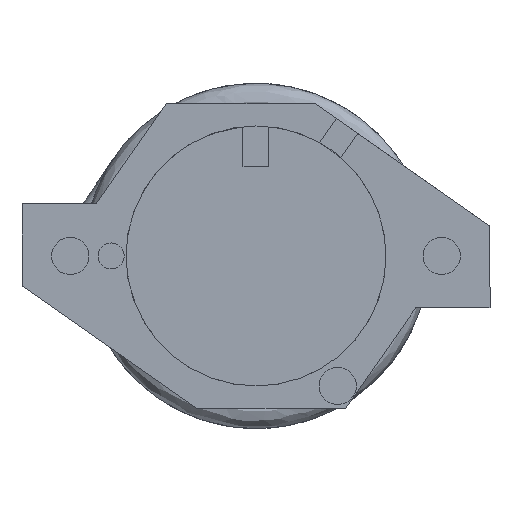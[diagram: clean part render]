
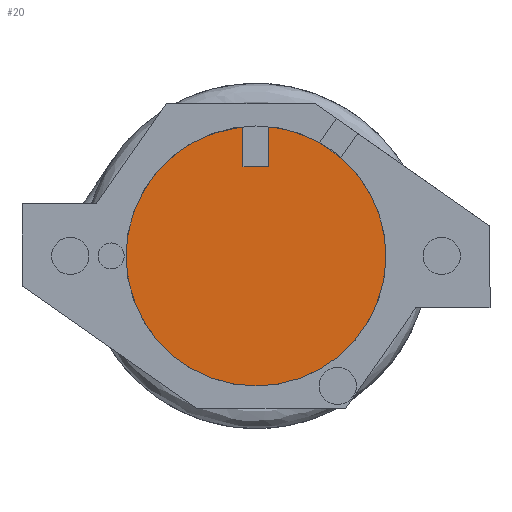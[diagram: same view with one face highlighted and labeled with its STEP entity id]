
A CAD part, front view. The second image highlights one B-rep face of the part: STEP entity #20.
In plain terms, the highlighted planar face has unit normal (0, -1, 0).
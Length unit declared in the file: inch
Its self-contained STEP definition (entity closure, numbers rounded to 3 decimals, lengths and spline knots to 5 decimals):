
#20 = ADVANCED_FACE ( 'NONE', ( #1295 ), #3361, .T. ) ;
#148 = DIRECTION ( 'NONE',  ( 0., 0., 1. ) ) ;
#178 = DIRECTION ( 'NONE',  ( 0., -1., 0. ) ) ;
#526 = ORIENTED_EDGE ( 'NONE', *, *, #718, .T. ) ;
#718 = EDGE_CURVE ( 'NONE', #2706, #4046, #3272, .T. ) ;
#898 = VERTEX_POINT ( 'NONE', #3402 ) ;
#946 = AXIS2_PLACEMENT_3D ( 'NONE', #2135, #178, #2974 ) ;
#1058 = CARTESIAN_POINT ( 'NONE',  ( 0.0175, 0.05, 0.17412 ) ) ;
#1261 = DIRECTION ( 'NONE',  ( 0., -1., 0. ) ) ;
#1275 = DIRECTION ( 'NONE',  ( 0., 0., 1. ) ) ;
#1295 = FACE_OUTER_BOUND ( 'NONE', #2552, .T. ) ;
#1303 = CARTESIAN_POINT ( 'NONE',  ( 0.0175, 0.05, 0.175 ) ) ;
#1306 = CARTESIAN_POINT ( 'NONE',  ( -0.0175, 0.05, 0. ) ) ;
#1465 = CARTESIAN_POINT ( 'NONE',  ( -0.0175, 0.05, 0.12 ) ) ;
#1507 = DIRECTION ( 'NONE',  ( 1., 0., 0. ) ) ;
#1543 = ORIENTED_EDGE ( 'NONE', *, *, #4016, .T. ) ;
#1564 = CARTESIAN_POINT ( 'NONE',  ( -0.0175, 0.05, 0.12 ) ) ;
#1615 = VERTEX_POINT ( 'NONE', #3655 ) ;
#1693 = LINE ( 'NONE', #1465, #3673 ) ;
#2135 = CARTESIAN_POINT ( 'NONE',  ( 0., 0.05, 0. ) ) ;
#2332 = EDGE_CURVE ( 'NONE', #898, #4046, #4687, .T. ) ;
#2552 = EDGE_LOOP ( 'NONE', ( #3733, #1543, #3837, #526, #4749 ) ) ;
#2559 = DIRECTION ( 'NONE',  ( 0., 0., -1. ) ) ;
#2573 = EDGE_CURVE ( 'NONE', #3288, #898, #1693, .T. ) ;
#2706 = VERTEX_POINT ( 'NONE', #4331 ) ;
#2974 = DIRECTION ( 'NONE',  ( 0., 0., -1. ) ) ;
#3272 = CIRCLE ( 'NONE', #3955, 0.175 ) ;
#3288 = VERTEX_POINT ( 'NONE', #1564 ) ;
#3361 = PLANE ( 'NONE',  #946 ) ;
#3402 = CARTESIAN_POINT ( 'NONE',  ( 0.0175, 0.05, 0.12 ) ) ;
#3655 = CARTESIAN_POINT ( 'NONE',  ( -0.0175, 0.05, 0.17412 ) ) ;
#3673 = VECTOR ( 'NONE', #1507, 39.37008 ) ;
#3722 = CIRCLE ( 'NONE', #4666, 0.175 ) ;
#3733 = ORIENTED_EDGE ( 'NONE', *, *, #2573, .F. ) ;
#3754 = CARTESIAN_POINT ( 'NONE',  ( 0., 0.05, 0. ) ) ;
#3837 = ORIENTED_EDGE ( 'NONE', *, *, #4012, .T. ) ;
#3955 = AXIS2_PLACEMENT_3D ( 'NONE', #3754, #4922, #2559 ) ;
#4012 = EDGE_CURVE ( 'NONE', #1615, #2706, #3722, .T. ) ;
#4016 = EDGE_CURVE ( 'NONE', #3288, #1615, #5069, .T. ) ;
#4046 = VERTEX_POINT ( 'NONE', #1058 ) ;
#4051 = DIRECTION ( 'NONE',  ( 0., 0., -1. ) ) ;
#4331 = CARTESIAN_POINT ( 'NONE',  ( 0., 0.05, -0.175 ) ) ;
#4382 = VECTOR ( 'NONE', #1275, 39.37008 ) ;
#4463 = CARTESIAN_POINT ( 'NONE',  ( 0., 0.05, 0. ) ) ;
#4559 = VECTOR ( 'NONE', #148, 39.37008 ) ;
#4666 = AXIS2_PLACEMENT_3D ( 'NONE', #4463, #1261, #4051 ) ;
#4687 = LINE ( 'NONE', #1303, #4559 ) ;
#4749 = ORIENTED_EDGE ( 'NONE', *, *, #2332, .F. ) ;
#4922 = DIRECTION ( 'NONE',  ( 0., -1., 0. ) ) ;
#5069 = LINE ( 'NONE', #1306, #4382 ) ;
